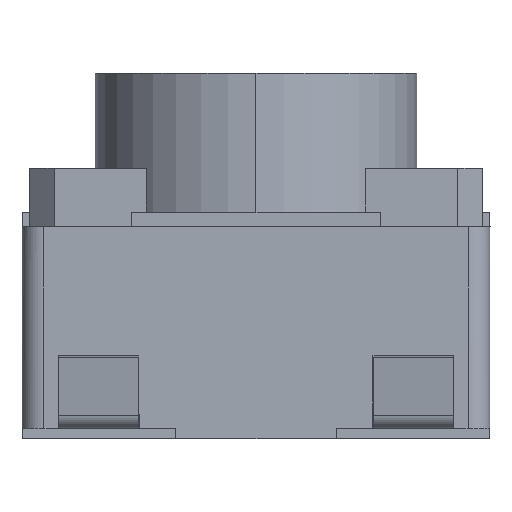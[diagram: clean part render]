
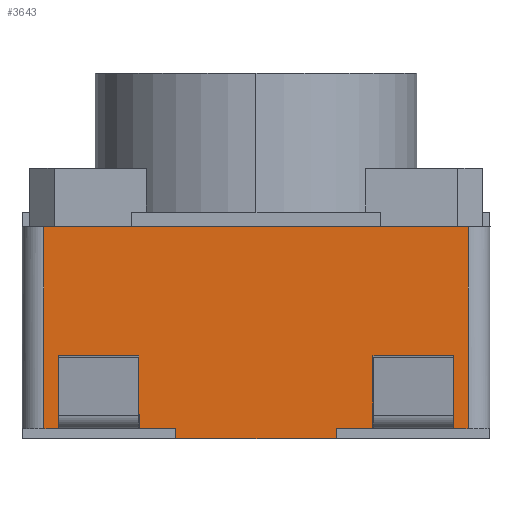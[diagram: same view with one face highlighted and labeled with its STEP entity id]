
A CAD part, left-side view. The second image highlights one B-rep face of the part: STEP entity #3643.
In plain terms, the highlighted planar face has unit normal (1, 0, 0).
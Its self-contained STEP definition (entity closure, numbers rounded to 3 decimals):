
#41 = EDGE_CURVE ( 'NONE', #5316, #5710, #5100, .T. ) ;
#170 = VECTOR ( 'NONE', #1344, 1000. ) ;
#193 = LINE ( 'NONE', #2622, #6430 ) ;
#241 = EDGE_CURVE ( 'NONE', #7344, #5749, #553, .T. ) ;
#269 = VERTEX_POINT ( 'NONE', #3020 ) ;
#282 = PLANE ( 'NONE',  #2770 ) ;
#324 = VECTOR ( 'NONE', #3615, 1000. ) ;
#346 = CARTESIAN_POINT ( 'NONE',  ( -2.09, 1.45, 0.725 ) ) ;
#536 = LINE ( 'NONE', #4778, #324 ) ;
#553 = LINE ( 'NONE', #3631, #1162 ) ;
#591 = VERTEX_POINT ( 'NONE', #5107 ) ;
#625 = CARTESIAN_POINT ( 'NONE',  ( -2.09, 0.55, 0. ) ) ;
#836 = CARTESIAN_POINT ( 'NONE',  ( -2.09, -1.45, 0.07 ) ) ;
#852 = CARTESIAN_POINT ( 'NONE',  ( -2.09, -0.55, 0. ) ) ;
#881 = ORIENTED_EDGE ( 'NONE', *, *, #241, .T. ) ;
#997 = EDGE_CURVE ( 'NONE', #5749, #6487, #3449, .T. ) ;
#1022 = ORIENTED_EDGE ( 'NONE', *, *, #2307, .T. ) ;
#1059 = EDGE_CURVE ( 'NONE', #2679, #6155, #3686, .T. ) ;
#1160 = CARTESIAN_POINT ( 'NONE',  ( -2.09, 1.35, 0.725 ) ) ;
#1162 = VECTOR ( 'NONE', #6940, 1000. ) ;
#1246 = EDGE_CURVE ( 'NONE', #6155, #5931, #7072, .T. ) ;
#1262 = DIRECTION ( 'NONE',  ( 0., 1., 0. ) ) ;
#1344 = DIRECTION ( 'NONE',  ( 0., 1., 0. ) ) ;
#1352 = DIRECTION ( 'NONE',  ( 0., 1., 0. ) ) ;
#1513 = VECTOR ( 'NONE', #3536, 1000. ) ;
#1648 = EDGE_CURVE ( 'NONE', #2434, #5807, #193, .T. ) ;
#1676 = CARTESIAN_POINT ( 'NONE',  ( -2.09, -1.35, 0.07 ) ) ;
#1704 = DIRECTION ( 'NONE',  ( 0., 0., 1. ) ) ;
#1762 = VECTOR ( 'NONE', #3035, 1000. ) ;
#1939 = CARTESIAN_POINT ( 'NONE',  ( -2.09, -0.8, 0.169 ) ) ;
#1984 = CARTESIAN_POINT ( 'NONE',  ( -2.09, -0.8, 0.725 ) ) ;
#2021 = VECTOR ( 'NONE', #6551, 1000. ) ;
#2253 = CARTESIAN_POINT ( 'NONE',  ( -2.09, 1.35, 0.169 ) ) ;
#2307 = EDGE_CURVE ( 'NONE', #5807, #2978, #6759, .T. ) ;
#2414 = VECTOR ( 'NONE', #3412, 1000. ) ;
#2434 = VERTEX_POINT ( 'NONE', #6096 ) ;
#2450 = LINE ( 'NONE', #6035, #5505 ) ;
#2519 = CARTESIAN_POINT ( 'NONE',  ( -2.09, -1.35, 0.169 ) ) ;
#2596 = DIRECTION ( 'NONE',  ( 0., 0., -1. ) ) ;
#2622 = CARTESIAN_POINT ( 'NONE',  ( -2.09, 0., 0.169 ) ) ;
#2679 = VERTEX_POINT ( 'NONE', #4666 ) ;
#2770 = AXIS2_PLACEMENT_3D ( 'NONE', #4062, #7235, #7899 ) ;
#2874 = FACE_OUTER_BOUND ( 'NONE', #5373, .T. ) ;
#2897 = VECTOR ( 'NONE', #3460, 1000. ) ;
#2916 = CARTESIAN_POINT ( 'NONE',  ( -2.09, -1.35, 0.725 ) ) ;
#2978 = VERTEX_POINT ( 'NONE', #6149 ) ;
#3020 = CARTESIAN_POINT ( 'NONE',  ( -2.09, -0.8, 0.07 ) ) ;
#3031 = VECTOR ( 'NONE', #1352, 1000. ) ;
#3035 = DIRECTION ( 'NONE',  ( 0., 0., -1. ) ) ;
#3053 = CARTESIAN_POINT ( 'NONE',  ( -2.09, 0., 1.45 ) ) ;
#3133 = ORIENTED_EDGE ( 'NONE', *, *, #4817, .T. ) ;
#3160 = CARTESIAN_POINT ( 'NONE',  ( -2.09, 0., 0.07 ) ) ;
#3174 = EDGE_CURVE ( 'NONE', #5931, #5316, #4149, .T. ) ;
#3350 = CARTESIAN_POINT ( 'NONE',  ( -2.09, 0.55, 0.07 ) ) ;
#3410 = EDGE_CURVE ( 'NONE', #5710, #269, #5229, .T. ) ;
#3412 = DIRECTION ( 'NONE',  ( 0., 1., 0. ) ) ;
#3449 = LINE ( 'NONE', #4691, #2414 ) ;
#3451 = ORIENTED_EDGE ( 'NONE', *, *, #6338, .T. ) ;
#3460 = DIRECTION ( 'NONE',  ( 0., 0., 1. ) ) ;
#3475 = LINE ( 'NONE', #346, #6288 ) ;
#3536 = DIRECTION ( 'NONE',  ( 0., 0., -1. ) ) ;
#3615 = DIRECTION ( 'NONE',  ( 0., 1., 0. ) ) ;
#3631 = CARTESIAN_POINT ( 'NONE',  ( -2.09, -0.55, 0.725 ) ) ;
#3643 = ADVANCED_FACE ( 'NONE', ( #2874 ), #282, .T. ) ;
#3686 = LINE ( 'NONE', #6205, #1762 ) ;
#3886 = EDGE_CURVE ( 'NONE', #591, #2434, #4599, .T. ) ;
#4027 = ORIENTED_EDGE ( 'NONE', *, *, #3886, .T. ) ;
#4062 = CARTESIAN_POINT ( 'NONE',  ( -2.09, 0., 0.725 ) ) ;
#4149 = LINE ( 'NONE', #2916, #2897 ) ;
#4223 = ORIENTED_EDGE ( 'NONE', *, *, #7907, .T. ) ;
#4281 = DIRECTION ( 'NONE',  ( 0., 0., 1. ) ) ;
#4342 = VECTOR ( 'NONE', #2596, 1000. ) ;
#4446 = CARTESIAN_POINT ( 'NONE',  ( -2.09, 0., 0.169 ) ) ;
#4518 = ORIENTED_EDGE ( 'NONE', *, *, #1648, .T. ) ;
#4599 = LINE ( 'NONE', #6951, #7436 ) ;
#4666 = CARTESIAN_POINT ( 'NONE',  ( -2.09, -1.45, 1.45 ) ) ;
#4691 = CARTESIAN_POINT ( 'NONE',  ( -2.09, 0., 0. ) ) ;
#4778 = CARTESIAN_POINT ( 'NONE',  ( -2.09, 0., 0.07 ) ) ;
#4787 = DIRECTION ( 'NONE',  ( 0., -1., 0. ) ) ;
#4792 = ORIENTED_EDGE ( 'NONE', *, *, #1246, .T. ) ;
#4817 = EDGE_CURVE ( 'NONE', #269, #7344, #2450, .T. ) ;
#4839 = ORIENTED_EDGE ( 'NONE', *, *, #5114, .T. ) ;
#5100 = LINE ( 'NONE', #4446, #3031 ) ;
#5107 = CARTESIAN_POINT ( 'NONE',  ( -2.09, 0.8, 0.07 ) ) ;
#5114 = EDGE_CURVE ( 'NONE', #7039, #7630, #3475, .T. ) ;
#5229 = LINE ( 'NONE', #1984, #4342 ) ;
#5316 = VERTEX_POINT ( 'NONE', #2519 ) ;
#5319 = CARTESIAN_POINT ( 'NONE',  ( -2.09, 0., 0.07 ) ) ;
#5353 = ORIENTED_EDGE ( 'NONE', *, *, #6602, .T. ) ;
#5373 = EDGE_LOOP ( 'NONE', ( #1022, #5353, #4839, #3451, #5504, #4792, #6172, #6805, #5566, #3133, #881, #6240, #7885, #4223, #4027, #4518 ) ) ;
#5440 = CARTESIAN_POINT ( 'NONE',  ( -2.09, 0.55, 0.725 ) ) ;
#5504 = ORIENTED_EDGE ( 'NONE', *, *, #1059, .T. ) ;
#5505 = VECTOR ( 'NONE', #8098, 1000. ) ;
#5566 = ORIENTED_EDGE ( 'NONE', *, *, #3410, .T. ) ;
#5686 = CARTESIAN_POINT ( 'NONE',  ( -2.09, 1.45, 1.45 ) ) ;
#5710 = VERTEX_POINT ( 'NONE', #1939 ) ;
#5749 = VERTEX_POINT ( 'NONE', #852 ) ;
#5807 = VERTEX_POINT ( 'NONE', #2253 ) ;
#5931 = VERTEX_POINT ( 'NONE', #1676 ) ;
#6035 = CARTESIAN_POINT ( 'NONE',  ( -2.09, 0., 0.07 ) ) ;
#6096 = CARTESIAN_POINT ( 'NONE',  ( -2.09, 0.8, 0.169 ) ) ;
#6149 = CARTESIAN_POINT ( 'NONE',  ( -2.09, 1.35, 0.07 ) ) ;
#6155 = VERTEX_POINT ( 'NONE', #836 ) ;
#6157 = VERTEX_POINT ( 'NONE', #3350 ) ;
#6172 = ORIENTED_EDGE ( 'NONE', *, *, #3174, .T. ) ;
#6205 = CARTESIAN_POINT ( 'NONE',  ( -2.09, -1.45, 0.725 ) ) ;
#6240 = ORIENTED_EDGE ( 'NONE', *, *, #997, .T. ) ;
#6288 = VECTOR ( 'NONE', #1704, 1000. ) ;
#6338 = EDGE_CURVE ( 'NONE', #7630, #2679, #7918, .T. ) ;
#6378 = CARTESIAN_POINT ( 'NONE',  ( -2.09, -0.55, 0.07 ) ) ;
#6430 = VECTOR ( 'NONE', #1262, 1000. ) ;
#6487 = VERTEX_POINT ( 'NONE', #625 ) ;
#6551 = DIRECTION ( 'NONE',  ( 0., 1., 0. ) ) ;
#6602 = EDGE_CURVE ( 'NONE', #2978, #7039, #7050, .T. ) ;
#6678 = LINE ( 'NONE', #5440, #7535 ) ;
#6721 = EDGE_CURVE ( 'NONE', #6487, #6157, #6678, .T. ) ;
#6759 = LINE ( 'NONE', #1160, #1513 ) ;
#6762 = VECTOR ( 'NONE', #4787, 1000. ) ;
#6805 = ORIENTED_EDGE ( 'NONE', *, *, #41, .T. ) ;
#6940 = DIRECTION ( 'NONE',  ( 0., 0., -1. ) ) ;
#6951 = CARTESIAN_POINT ( 'NONE',  ( -2.09, 0.8, 0.725 ) ) ;
#7039 = VERTEX_POINT ( 'NONE', #7199 ) ;
#7050 = LINE ( 'NONE', #5319, #2021 ) ;
#7072 = LINE ( 'NONE', #3160, #170 ) ;
#7199 = CARTESIAN_POINT ( 'NONE',  ( -2.09, 1.45, 0.07 ) ) ;
#7235 = DIRECTION ( 'NONE',  ( 1., 0., 0. ) ) ;
#7344 = VERTEX_POINT ( 'NONE', #6378 ) ;
#7436 = VECTOR ( 'NONE', #7729, 1000. ) ;
#7535 = VECTOR ( 'NONE', #4281, 1000. ) ;
#7630 = VERTEX_POINT ( 'NONE', #5686 ) ;
#7729 = DIRECTION ( 'NONE',  ( 0., 0., 1. ) ) ;
#7885 = ORIENTED_EDGE ( 'NONE', *, *, #6721, .T. ) ;
#7899 = DIRECTION ( 'NONE',  ( 0., 0., -1. ) ) ;
#7907 = EDGE_CURVE ( 'NONE', #6157, #591, #536, .T. ) ;
#7918 = LINE ( 'NONE', #3053, #6762 ) ;
#8098 = DIRECTION ( 'NONE',  ( 0., 1., 0. ) ) ;
